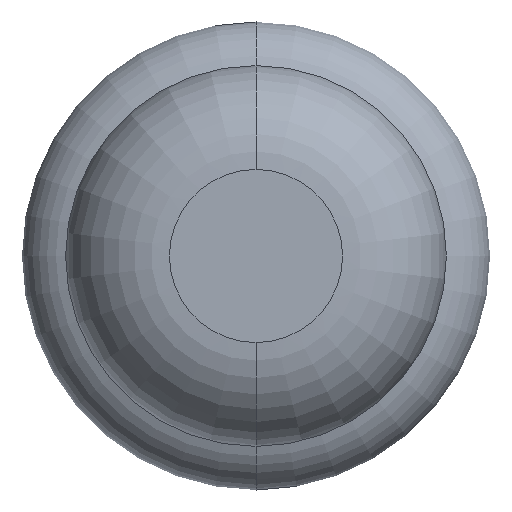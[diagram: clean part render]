
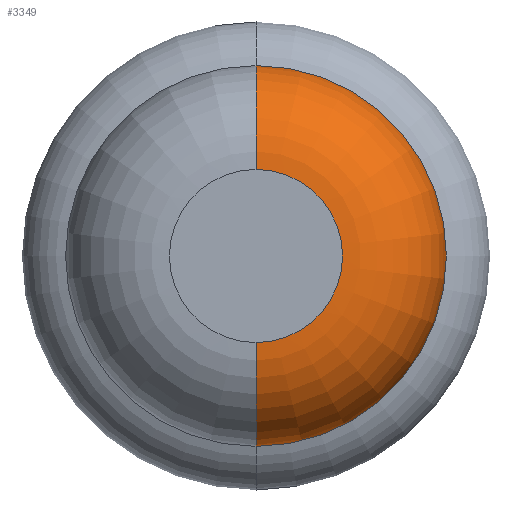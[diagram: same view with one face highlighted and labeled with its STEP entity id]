
A CAD part, front view. The second image highlights one B-rep face of the part: STEP entity #3349.
In plain terms, the highlighted toroidal (fillet/blend) face has major radius 0.375 mm and minor radius 0.45 mm.
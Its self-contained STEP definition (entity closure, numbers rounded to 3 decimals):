
#180 = FACE_OUTER_BOUND ( 'NONE', #920, .T. ) ;
#486 = CARTESIAN_POINT ( 'NONE',  ( 0., -27.4, 0. ) ) ;
#499 = CARTESIAN_POINT ( 'NONE',  ( 0., -26.95, 0.825 ) ) ;
#831 = DIRECTION ( 'NONE',  ( 0., 0., 1. ) ) ;
#920 = EDGE_LOOP ( 'NONE', ( #4753, #3404, #3942, #4002 ) ) ;
#983 = CARTESIAN_POINT ( 'NONE',  ( 0., -27.4, 0.375 ) ) ;
#1044 = AXIS2_PLACEMENT_3D ( 'NONE', #1355, #2540, #1339 ) ;
#1337 = CIRCLE ( 'NONE', #4288, 0.375 ) ;
#1339 = DIRECTION ( 'NONE',  ( 0., 0., 1. ) ) ;
#1355 = CARTESIAN_POINT ( 'NONE',  ( 0., -26.95, 0.375 ) ) ;
#1403 = CARTESIAN_POINT ( 'NONE',  ( 0., -26.95, -0.825 ) ) ;
#1638 = AXIS2_PLACEMENT_3D ( 'NONE', #3328, #2993, #4123 ) ;
#1642 = DIRECTION ( 'NONE',  ( 1., 0., 0. ) ) ;
#1658 = DIRECTION ( 'NONE',  ( 0., 0., -1. ) ) ;
#1991 = CIRCLE ( 'NONE', #1044, 0.45 ) ;
#2101 = EDGE_CURVE ( 'NONE', #2762, #4516, #4300, .T. ) ;
#2222 = CIRCLE ( 'NONE', #3701, 0.45 ) ;
#2540 = DIRECTION ( 'NONE',  ( -1., 0., 0. ) ) ;
#2575 = VERTEX_POINT ( 'NONE', #2872 ) ;
#2717 = EDGE_CURVE ( 'NONE', #3252, #2762, #1991, .T. ) ;
#2743 = EDGE_CURVE ( 'NONE', #3252, #2575, #1337, .T. ) ;
#2762 = VERTEX_POINT ( 'NONE', #499 ) ;
#2809 = DIRECTION ( 'NONE',  ( 0., 1., 0. ) ) ;
#2839 = AXIS2_PLACEMENT_3D ( 'NONE', #3897, #3571, #3157 ) ;
#2872 = CARTESIAN_POINT ( 'NONE',  ( 0., -27.4, -0.375 ) ) ;
#2993 = DIRECTION ( 'NONE',  ( 0., 1., 0. ) ) ;
#3151 = CARTESIAN_POINT ( 'NONE',  ( 0., -26.95, -0.375 ) ) ;
#3157 = DIRECTION ( 'NONE',  ( 0., 0., 1. ) ) ;
#3252 = VERTEX_POINT ( 'NONE', #983 ) ;
#3328 = CARTESIAN_POINT ( 'NONE',  ( 0., -26.95, 0. ) ) ;
#3349 = ADVANCED_FACE ( 'NONE', ( #180 ), #4113, .T. ) ;
#3404 = ORIENTED_EDGE ( 'NONE', *, *, #4278, .T. ) ;
#3571 = DIRECTION ( 'NONE',  ( 0., 1., 0. ) ) ;
#3701 = AXIS2_PLACEMENT_3D ( 'NONE', #3151, #1642, #1658 ) ;
#3897 = CARTESIAN_POINT ( 'NONE',  ( 0., -26.95, 0. ) ) ;
#3942 = ORIENTED_EDGE ( 'NONE', *, *, #2101, .F. ) ;
#4002 = ORIENTED_EDGE ( 'NONE', *, *, #2717, .F. ) ;
#4113 = TOROIDAL_SURFACE ( 'NONE', #1638, 0.375, 0.45 ) ;
#4123 = DIRECTION ( 'NONE',  ( 0., 0., 1. ) ) ;
#4278 = EDGE_CURVE ( 'NONE', #2575, #4516, #2222, .T. ) ;
#4288 = AXIS2_PLACEMENT_3D ( 'NONE', #486, #2809, #831 ) ;
#4300 = CIRCLE ( 'NONE', #2839, 0.825 ) ;
#4516 = VERTEX_POINT ( 'NONE', #1403 ) ;
#4753 = ORIENTED_EDGE ( 'NONE', *, *, #2743, .T. ) ;
